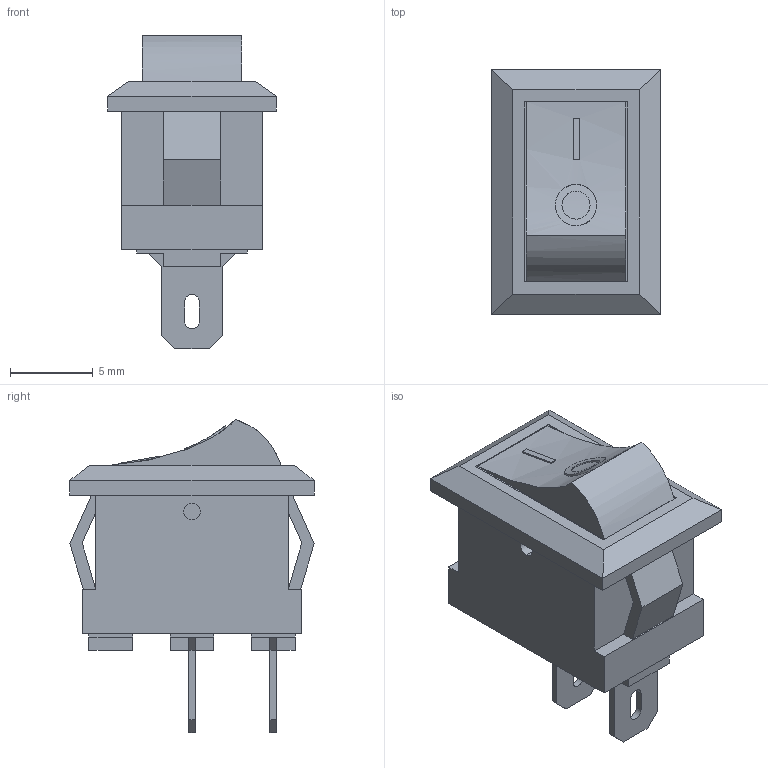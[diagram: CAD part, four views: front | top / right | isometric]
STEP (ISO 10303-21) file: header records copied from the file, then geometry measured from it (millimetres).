
FILE_DESCRIPTION (( 'STEP AP214' ), '1' );
FILE_NAME ('rocker_switch_10x15mm.STEP', '2021-11-21T16:09:06', ( 'Alexrolex' ), ( '' ), 'SwSTEP 2.0', 'SolidWorks 2020', '' );
FILE_SCHEMA (( 'AUTOMOTIVE_DESIGN' ));
Length unit declared in the file: millimetre
Products named in the file (1): rocker_switch_10x15mm
Bounding box: 10.2 x 14.8 x 19 mm (x, y, z)
Volume: 1259.9 mm3; surface area: 981.1 mm2
Topology: 1 solids, 1 shells, 117 faces, 315 edges, 206 vertices
Faces by surface type: plane 100, cylinder 12, bspline 5
Entity records: 3956 total; most frequent: CARTESIAN_POINT 838, ORIENTED_EDGE 630, DIRECTION 541, EDGE_CURVE 315, VECTOR 283, LINE 283, VERTEX_POINT 206, EDGE_LOOP 131
